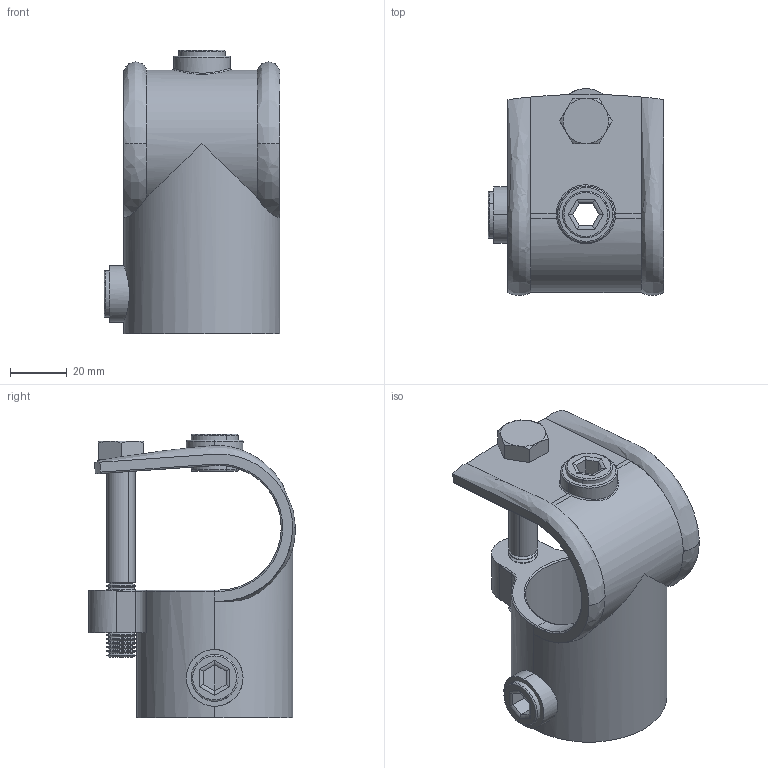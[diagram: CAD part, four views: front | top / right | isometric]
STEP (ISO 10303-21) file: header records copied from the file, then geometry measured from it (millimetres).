
FILE_DESCRIPTION (( 'STEP AP203' ), '1' );
FILE_NAME ('135-C42.STEP', '2017-06-28T06:23:40', ( '' ), ( '' ), 'SwSTEP 2.0', 'SolidWorks 2015', '' );
FILE_SCHEMA (( 'CONFIG_CONTROL_DESIGN' ));
Length unit declared in the file: millimetre
Products named in the file (4): 135-C42; 135-C42 Teil2; 135-C42 Teil1_135-C42 Teil1; hex bolt gradeb_din_ISO 4015 - M10 x 70 x 26-S
Assembly tree (4 placements, depth 2):
  135-C42
    135-C42 Teil1_135-C42 Teil1
    135-C42 Teil2  x2
    hex bolt gradeb_din_ISO 4015 - M10 x 70 x 26-S
Bounding box: 62 x 73 x 99.94 mm (x, y, z)
Volume: 75294.3 mm3; surface area: 37380 mm2
Topology: 4 solids, 4 shells, 251 faces, 650 edges, 401 vertices
Faces by surface type: cylinder 99, cone 80, plane 42, torus 18, bspline 12
Entity records: 8940 total; most frequent: CARTESIAN_POINT 2917, DIRECTION 1237, ORIENTED_EDGE 1188, EDGE_CURVE 594, AXIS2_PLACEMENT_3D 509, VERTEX_POINT 369, CIRCLE 289, EDGE_LOOP 235
